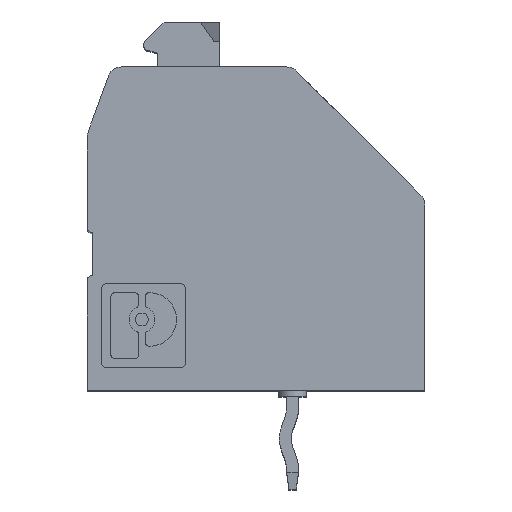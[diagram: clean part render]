
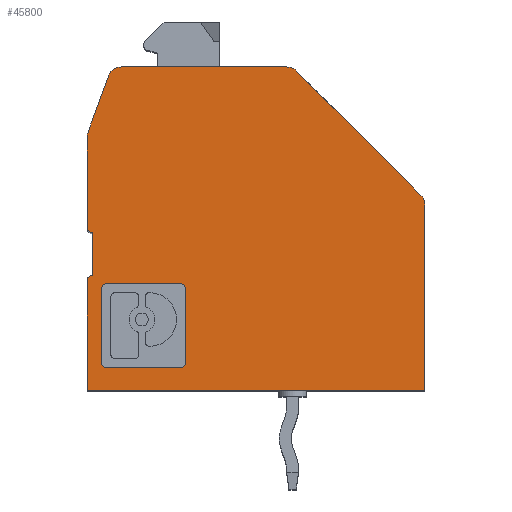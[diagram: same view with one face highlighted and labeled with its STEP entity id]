
A CAD part, top view. The second image highlights one B-rep face of the part: STEP entity #45800.
In plain terms, the highlighted planar face has unit normal (0, 0, 1).
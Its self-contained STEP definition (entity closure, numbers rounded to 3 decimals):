
#22900=CARTESIAN_POINT('',(0.2,3.9,6.43));
#22910=DIRECTION('',(0.,0.,1.));
#22920=DIRECTION('',(1.,0.,0.));
#22930=AXIS2_PLACEMENT_3D('',#22900,#22910,#22920);
#22940=CIRCLE('',#22930,0.2);
#22950=CARTESIAN_POINT('',(0.2,4.1,6.43));
#22960=VERTEX_POINT('',#22950);
#22970=CARTESIAN_POINT('',(0.,3.9,6.43));
#22980=VERTEX_POINT('',#22970);
#22990=EDGE_CURVE('',#22960,#22980,#22940,.T.);
#38710=CARTESIAN_POINT('',(7.446,11.354,6.43));
#38720=VERTEX_POINT('',#38710);
#38750=CARTESIAN_POINT('',(7.093,11.,6.43));
#38760=DIRECTION('',(0.,0.,-1.));
#38770=DIRECTION('',(-1.,0.,0.));
#38780=AXIS2_PLACEMENT_3D('',#38750,#38760,#38770);
#38790=CIRCLE('',#38780,0.5);
#38800=CARTESIAN_POINT('',(7.093,11.5,6.43));
#38810=VERTEX_POINT('',#38800);
#38820=EDGE_CURVE('',#38810,#38720,#38790,.T.);
#39050=CARTESIAN_POINT('',(0.5,9.012,6.43));
#39060=DIRECTION('',(0.,0.,1.));
#39070=DIRECTION('',(1.,0.,0.));
#39080=AXIS2_PLACEMENT_3D('',#39050,#39060,#39070);
#39090=CIRCLE('',#39080,0.5);
#39100=CARTESIAN_POINT('',(0.03,9.183,6.43));
#39110=VERTEX_POINT('',#39100);
#39120=CARTESIAN_POINT('',(0.,9.012,6.43));
#39130=VERTEX_POINT('',#39120);
#39140=EDGE_CURVE('',#39110,#39130,#39090,.T.);
#40400=CARTESIAN_POINT('',(12.,0.,6.43));
#40410=VERTEX_POINT('',#40400);
#40880=CARTESIAN_POINT('',(0.,0.,6.43));
#40890=VERTEX_POINT('',#40880);
#40920=CARTESIAN_POINT('',(0.,0.,6.43));
#40930=DIRECTION('',(-1.,0.,0.));
#40940=VECTOR('',#40930,1.);
#40950=LINE('',#40920,#40940);
#40960=EDGE_CURVE('',#40410,#40890,#40950,.T.);
#43560=CARTESIAN_POINT('',(11.5,6.593,6.43));
#43570=DIRECTION('',(0.,0.,1.));
#43580=DIRECTION('',(1.,0.,0.));
#43590=AXIS2_PLACEMENT_3D('',#43560,#43570,#43580);
#43600=CIRCLE('',#43590,0.5);
#43610=CARTESIAN_POINT('',(12.,6.593,6.43));
#43620=VERTEX_POINT('',#43610);
#43630=CARTESIAN_POINT('',(11.854,6.946,6.43));
#43640=VERTEX_POINT('',#43630);
#43650=EDGE_CURVE('',#43620,#43640,#43600,.T.);
#44340=CARTESIAN_POINT('',(11.439,0.,6.43));
#44350=DIRECTION('',(0.,0.,1.));
#44360=DIRECTION('',(1.,0.,0.));
#44370=AXIS2_PLACEMENT_3D('',#44340,#44350,#44360);
#44380=PLANE('',#44370);
#44390=CARTESIAN_POINT('',(0.,0.,6.43));
#44400=DIRECTION('',(0.,1.,0.));
#44410=VECTOR('',#44400,1.);
#44420=LINE('',#44390,#44410);
#44430=EDGE_CURVE('',#40890,#22980,#44420,.T.);
#44440=ORIENTED_EDGE('',*,*,#44430,.F.);
#44450=ORIENTED_EDGE('',*,*,#22990,.T.);
#44460=CARTESIAN_POINT('',(0.2,0.,6.43));
#44470=DIRECTION('',(0.,1.,0.));
#44480=VECTOR('',#44470,1.);
#44490=LINE('',#44460,#44480);
#44500=CARTESIAN_POINT('',(0.2,5.6,6.43));
#44510=VERTEX_POINT('',#44500);
#44520=EDGE_CURVE('',#22960,#44510,#44490,.T.);
#44530=ORIENTED_EDGE('',*,*,#44520,.F.);
#44540=CARTESIAN_POINT('',(0.2,5.8,6.43));
#44550=DIRECTION('',(0.,0.,-1.));
#44560=DIRECTION('',(-1.,0.,0.));
#44570=AXIS2_PLACEMENT_3D('',#44540,#44550,#44560);
#44580=CIRCLE('',#44570,0.2);
#44590=CARTESIAN_POINT('',(0.,5.8,6.43));
#44600=VERTEX_POINT('',#44590);
#44610=EDGE_CURVE('',#44510,#44600,#44580,.T.);
#44620=ORIENTED_EDGE('',*,*,#44610,.F.);
#44630=CARTESIAN_POINT('',(0.,0.,6.43));
#44640=DIRECTION('',(0.,1.,0.));
#44650=VECTOR('',#44640,1.);
#44660=LINE('',#44630,#44650);
#44670=EDGE_CURVE('',#44600,#39130,#44660,.T.);
#44680=ORIENTED_EDGE('',*,*,#44670,.F.);
#44690=ORIENTED_EDGE('',*,*,#39140,.T.);
#44700=CARTESIAN_POINT('',(-3.312,0.,6.43));
#44710=DIRECTION('',(0.342,0.94,0.));
#44720=VECTOR('',#44710,1.);
#44730=LINE('',#44700,#44720);
#44740=CARTESIAN_POINT('',(0.754,11.171,6.43));
#44750=VERTEX_POINT('',#44740);
#44760=EDGE_CURVE('',#39110,#44750,#44730,.T.);
#44770=ORIENTED_EDGE('',*,*,#44760,.F.);
#44780=CARTESIAN_POINT('',(1.224,11.,6.43));
#44790=DIRECTION('',(0.,0.,1.));
#44800=DIRECTION('',(1.,0.,0.));
#44810=AXIS2_PLACEMENT_3D('',#44780,#44790,#44800);
#44820=CIRCLE('',#44810,0.5);
#44830=CARTESIAN_POINT('',(1.224,11.5,6.43));
#44840=VERTEX_POINT('',#44830);
#44850=EDGE_CURVE('',#44840,#44750,#44820,.T.);
#44860=ORIENTED_EDGE('',*,*,#44850,.T.);
#44870=CARTESIAN_POINT('',(0.,11.5,6.43));
#44880=DIRECTION('',(1.,0.,0.));
#44890=VECTOR('',#44880,1.);
#44900=LINE('',#44870,#44890);
#44910=EDGE_CURVE('',#44840,#38810,#44900,.T.);
#44920=ORIENTED_EDGE('',*,*,#44910,.F.);
#44930=ORIENTED_EDGE('',*,*,#38820,.F.);
#44940=CARTESIAN_POINT('',(0.,18.8,6.43));
#44950=DIRECTION('',(0.707,-0.707,0.));
#44960=VECTOR('',#44950,1.);
#44970=LINE('',#44940,#44960);
#44980=EDGE_CURVE('',#38720,#43640,#44970,.T.);
#44990=ORIENTED_EDGE('',*,*,#44980,.F.);
#45000=ORIENTED_EDGE('',*,*,#43650,.T.);
#45010=CARTESIAN_POINT('',(12.,0.,6.43));
#45020=DIRECTION('',(0.,-1.,0.));
#45030=VECTOR('',#45020,1.);
#45040=LINE('',#45010,#45030);
#45050=EDGE_CURVE('',#43620,#40410,#45040,.T.);
#45060=ORIENTED_EDGE('',*,*,#45050,.F.);
#45070=ORIENTED_EDGE('',*,*,#40960,.F.);
#45080=EDGE_LOOP('',(#45070,#45060,#45000,#44990,#44930,#44920,#44860,
#44770,#44690,#44680,#44620,#44530,#44450,#44440));
#45090=FACE_OUTER_BOUND('',#45080,.T.);
#45100=CARTESIAN_POINT('',(0.,0.8,6.43));
#45110=DIRECTION('',(1.,0.,0.));
#45120=VECTOR('',#45110,1.);
#45130=LINE('',#45100,#45120);
#45140=CARTESIAN_POINT('',(0.711,0.8,6.43));
#45150=VERTEX_POINT('',#45140);
#45160=CARTESIAN_POINT('',(3.289,0.8,6.43));
#45170=VERTEX_POINT('',#45160);
#45180=EDGE_CURVE('',#45150,#45170,#45130,.T.);
#45190=ORIENTED_EDGE('',*,*,#45180,.F.);
#45200=CARTESIAN_POINT('',(3.289,1.011,6.43));
#45210=DIRECTION('',(0.,0.,1.));
#45220=DIRECTION('',(1.,0.,0.));
#45230=AXIS2_PLACEMENT_3D('',#45200,#45210,#45220);
#45240=CIRCLE('',#45230,0.211);
#45250=CARTESIAN_POINT('',(3.5,1.011,6.43));
#45260=VERTEX_POINT('',#45250);
#45270=EDGE_CURVE('',#45170,#45260,#45240,.T.);
#45280=ORIENTED_EDGE('',*,*,#45270,.F.);
#45290=CARTESIAN_POINT('',(3.5,0.,6.43));
#45300=DIRECTION('',(0.,1.,0.));
#45310=VECTOR('',#45300,1.);
#45320=LINE('',#45290,#45310);
#45330=CARTESIAN_POINT('',(3.5,3.589,6.43));
#45340=VERTEX_POINT('',#45330);
#45350=EDGE_CURVE('',#45260,#45340,#45320,.T.);
#45360=ORIENTED_EDGE('',*,*,#45350,.F.);
#45370=CARTESIAN_POINT('',(3.289,3.589,6.43));
#45380=DIRECTION('',(0.,0.,1.));
#45390=DIRECTION('',(1.,0.,0.));
#45400=AXIS2_PLACEMENT_3D('',#45370,#45380,#45390);
#45410=CIRCLE('',#45400,0.211);
#45420=CARTESIAN_POINT('',(3.289,3.8,6.43));
#45430=VERTEX_POINT('',#45420);
#45440=EDGE_CURVE('',#45340,#45430,#45410,.T.);
#45450=ORIENTED_EDGE('',*,*,#45440,.F.);
#45460=CARTESIAN_POINT('',(0.,3.8,6.43));
#45470=DIRECTION('',(-1.,0.,0.));
#45480=VECTOR('',#45470,1.);
#45490=LINE('',#45460,#45480);
#45500=CARTESIAN_POINT('',(0.711,3.8,6.43));
#45510=VERTEX_POINT('',#45500);
#45520=EDGE_CURVE('',#45430,#45510,#45490,.T.);
#45530=ORIENTED_EDGE('',*,*,#45520,.F.);
#45540=CARTESIAN_POINT('',(0.711,3.589,6.43));
#45550=DIRECTION('',(0.,0.,1.));
#45560=DIRECTION('',(1.,0.,0.));
#45570=AXIS2_PLACEMENT_3D('',#45540,#45550,#45560);
#45580=CIRCLE('',#45570,0.211);
#45590=CARTESIAN_POINT('',(0.5,3.589,6.43));
#45600=VERTEX_POINT('',#45590);
#45610=EDGE_CURVE('',#45510,#45600,#45580,.T.);
#45620=ORIENTED_EDGE('',*,*,#45610,.F.);
#45630=CARTESIAN_POINT('',(0.5,0.,6.43));
#45640=DIRECTION('',(0.,-1.,0.));
#45650=VECTOR('',#45640,1.);
#45660=LINE('',#45630,#45650);
#45670=CARTESIAN_POINT('',(0.5,1.011,6.43));
#45680=VERTEX_POINT('',#45670);
#45690=EDGE_CURVE('',#45600,#45680,#45660,.T.);
#45700=ORIENTED_EDGE('',*,*,#45690,.F.);
#45710=CARTESIAN_POINT('',(0.711,1.011,6.43));
#45720=DIRECTION('',(0.,0.,1.));
#45730=DIRECTION('',(1.,0.,0.));
#45740=AXIS2_PLACEMENT_3D('',#45710,#45720,#45730);
#45750=CIRCLE('',#45740,0.211);
#45760=EDGE_CURVE('',#45680,#45150,#45750,.T.);
#45770=ORIENTED_EDGE('',*,*,#45760,.F.);
#45780=EDGE_LOOP('',(#45770,#45700,#45620,#45530,#45450,#45360,#45280,
#45190));
#45790=FACE_BOUND('',#45780,.T.);
#45800=ADVANCED_FACE('',(#45090,#45790),#44380,.T.);
